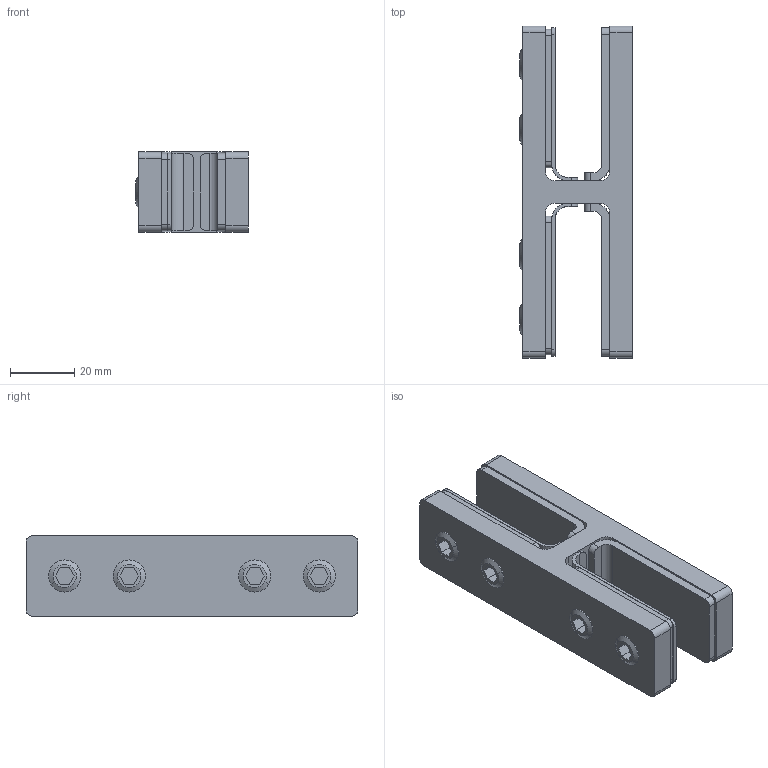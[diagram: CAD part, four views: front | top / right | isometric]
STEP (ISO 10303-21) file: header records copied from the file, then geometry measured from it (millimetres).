
FILE_DESCRIPTION (( 'STEP AP203' ), '1' );
FILE_NAME ('A14_0772-015.STEP', '2023-03-30T09:54:16', ( '' ), ( '' ), 'SwSTEP 2.0', 'SolidWorks 2019', '' );
FILE_SCHEMA (( 'CONFIG_CONTROL_DESIGN' ));
Length unit declared in the file: millimetre
Products named in the file (6): A14_0772-015.P3; A14_0772-015.P1; A14_0772-015.P4; A14_0772-015; A14_0772-015.P2; DIN 913_SKRUTKA M10X10
Assembly tree (11 placements, depth 2):
  A14_0772-015
    A14_0772-015.P1
    A14_0772-015.P2  x2
    A14_0772-015.P3  x2
    A14_0772-015.P4  x2
    DIN 913_SKRUTKA M10X10  x4
Bounding box: 35 x 103 x 25 mm (x, y, z)
Volume: 52673.3 mm3; surface area: 32398.8 mm2
Topology: 11 solids, 11 shells, 170 faces, 416 edges, 272 vertices
Faces by surface type: plane 94, cylinder 60, cone 16
Entity records: 3506 total; most frequent: DIRECTION 506, CARTESIAN_POINT 473, ORIENTED_EDGE 448, EDGE_CURVE 224, AXIS2_PLACEMENT_3D 181, VERTEX_POINT 148, LINE 144, VECTOR 144
